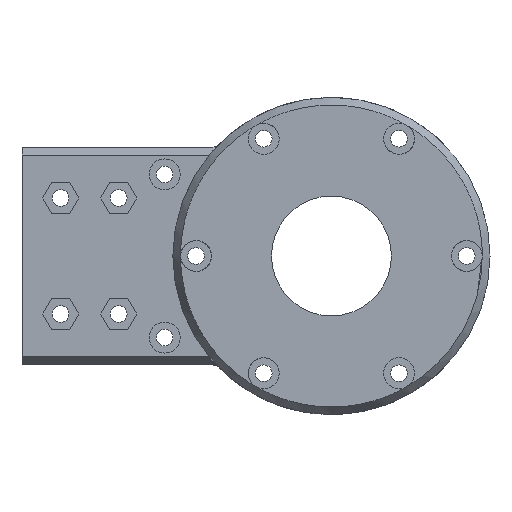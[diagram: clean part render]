
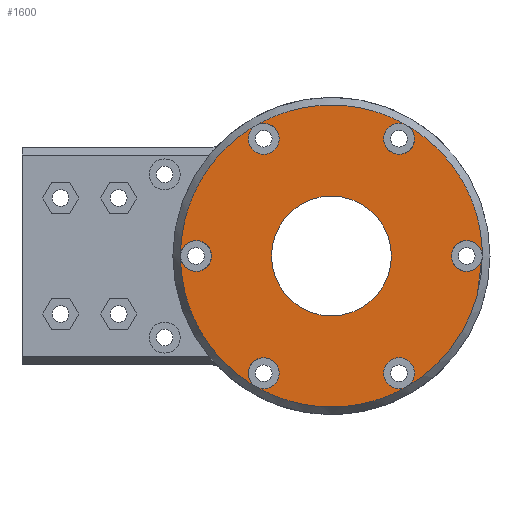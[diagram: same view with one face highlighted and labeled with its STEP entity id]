
A CAD part, front view. The second image highlights one B-rep face of the part: STEP entity #1600.
In plain terms, the highlighted planar face has unit normal (0, -1, 0).
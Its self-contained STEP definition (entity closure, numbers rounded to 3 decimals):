
#37=FACE_BOUND('',#258,.T.);
#72=PLANE('',#1776);
#152=FACE_OUTER_BOUND('',#257,.T.);
#257=EDGE_LOOP('',(#1316,#1317,#1318,#1319,#1320,#1321,#1322,#1323,#1324,
#1325,#1326,#1327,#1328,#1329,#1330,#1331));
#258=EDGE_LOOP('',(#1332,#1333));
#627=CIRCLE('',#1729,15.5);
#628=CIRCLE('',#1730,15.5);
#648=CIRCLE('',#1763,4.);
#649=CIRCLE('',#1764,4.);
#652=CIRCLE('',#1769,4.);
#653=CIRCLE('',#1770,4.);
#654=CIRCLE('',#1772,4.);
#657=CIRCLE('',#1777,39.);
#658=CIRCLE('',#1778,4.);
#659=CIRCLE('',#1779,39.);
#660=CIRCLE('',#1780,39.);
#661=CIRCLE('',#1781,4.);
#662=CIRCLE('',#1782,4.);
#663=CIRCLE('',#1783,39.);
#664=CIRCLE('',#1784,39.);
#665=CIRCLE('',#1785,4.);
#666=CIRCLE('',#1786,4.);
#667=CIRCLE('',#1787,39.);
#765=VERTEX_POINT('',#2561);
#766=VERTEX_POINT('',#2562);
#786=VERTEX_POINT('',#2627);
#787=VERTEX_POINT('',#2628);
#790=VERTEX_POINT('',#2638);
#791=VERTEX_POINT('',#2639);
#792=VERTEX_POINT('',#2644);
#795=VERTEX_POINT('',#2653);
#796=VERTEX_POINT('',#2657);
#797=VERTEX_POINT('',#2659);
#798=VERTEX_POINT('',#2663);
#799=VERTEX_POINT('',#2665);
#944=EDGE_CURVE('',#765,#766,#627,.T.);
#945=EDGE_CURVE('',#766,#765,#628,.T.);
#976=EDGE_CURVE('',#786,#787,#648,.T.);
#977=EDGE_CURVE('',#787,#786,#649,.T.);
#981=EDGE_CURVE('',#790,#791,#652,.T.);
#982=EDGE_CURVE('',#791,#790,#653,.T.);
#984=EDGE_CURVE('',#792,#792,#654,.T.);
#988=EDGE_CURVE('',#795,#786,#657,.T.);
#989=EDGE_CURVE('',#795,#795,#658,.T.);
#990=EDGE_CURVE('',#790,#795,#659,.T.);
#991=EDGE_CURVE('',#796,#790,#660,.T.);
#992=EDGE_CURVE('',#796,#797,#661,.T.);
#993=EDGE_CURVE('',#797,#796,#662,.T.);
#994=EDGE_CURVE('',#792,#796,#663,.T.);
#995=EDGE_CURVE('',#798,#792,#664,.T.);
#996=EDGE_CURVE('',#798,#799,#665,.T.);
#997=EDGE_CURVE('',#799,#798,#666,.T.);
#998=EDGE_CURVE('',#786,#798,#667,.T.);
#1316=ORIENTED_EDGE('',*,*,#988,.F.);
#1317=ORIENTED_EDGE('',*,*,#989,.T.);
#1318=ORIENTED_EDGE('',*,*,#990,.F.);
#1319=ORIENTED_EDGE('',*,*,#981,.T.);
#1320=ORIENTED_EDGE('',*,*,#982,.T.);
#1321=ORIENTED_EDGE('',*,*,#991,.F.);
#1322=ORIENTED_EDGE('',*,*,#992,.T.);
#1323=ORIENTED_EDGE('',*,*,#993,.T.);
#1324=ORIENTED_EDGE('',*,*,#994,.F.);
#1325=ORIENTED_EDGE('',*,*,#984,.T.);
#1326=ORIENTED_EDGE('',*,*,#995,.F.);
#1327=ORIENTED_EDGE('',*,*,#996,.T.);
#1328=ORIENTED_EDGE('',*,*,#997,.T.);
#1329=ORIENTED_EDGE('',*,*,#998,.F.);
#1330=ORIENTED_EDGE('',*,*,#976,.T.);
#1331=ORIENTED_EDGE('',*,*,#977,.T.);
#1332=ORIENTED_EDGE('',*,*,#944,.T.);
#1333=ORIENTED_EDGE('',*,*,#945,.T.);
#1600=ADVANCED_FACE('',(#152,#37),#72,.F.);
#1729=AXIS2_PLACEMENT_3D('',#2563,#2050,#2051);
#1730=AXIS2_PLACEMENT_3D('',#2564,#2052,#2053);
#1763=AXIS2_PLACEMENT_3D('',#2629,#2129,#2130);
#1764=AXIS2_PLACEMENT_3D('',#2630,#2131,#2132);
#1769=AXIS2_PLACEMENT_3D('',#2640,#2142,#2143);
#1770=AXIS2_PLACEMENT_3D('',#2641,#2144,#2145);
#1772=AXIS2_PLACEMENT_3D('',#2645,#2149,#2150);
#1776=AXIS2_PLACEMENT_3D('',#2652,#2158,#2159);
#1777=AXIS2_PLACEMENT_3D('',#2654,#2160,#2161);
#1778=AXIS2_PLACEMENT_3D('',#2655,#2162,#2163);
#1779=AXIS2_PLACEMENT_3D('',#2656,#2164,#2165);
#1780=AXIS2_PLACEMENT_3D('',#2658,#2166,#2167);
#1781=AXIS2_PLACEMENT_3D('',#2660,#2168,#2169);
#1782=AXIS2_PLACEMENT_3D('',#2661,#2170,#2171);
#1783=AXIS2_PLACEMENT_3D('',#2662,#2172,#2173);
#1784=AXIS2_PLACEMENT_3D('',#2664,#2174,#2175);
#1785=AXIS2_PLACEMENT_3D('',#2666,#2176,#2177);
#1786=AXIS2_PLACEMENT_3D('',#2667,#2178,#2179);
#1787=AXIS2_PLACEMENT_3D('',#2668,#2180,#2181);
#2050=DIRECTION('center_axis',(0.,1.,0.));
#2051=DIRECTION('ref_axis',(1.,0.,0.));
#2052=DIRECTION('center_axis',(0.,1.,0.));
#2053=DIRECTION('ref_axis',(1.,0.,0.));
#2129=DIRECTION('center_axis',(0.,1.,0.));
#2130=DIRECTION('ref_axis',(-1.,0.,0.));
#2131=DIRECTION('center_axis',(0.,1.,0.));
#2132=DIRECTION('ref_axis',(-1.,0.,0.));
#2142=DIRECTION('center_axis',(0.,1.,0.));
#2143=DIRECTION('ref_axis',(-1.,0.,0.));
#2144=DIRECTION('center_axis',(0.,1.,0.));
#2145=DIRECTION('ref_axis',(-1.,0.,0.));
#2149=DIRECTION('center_axis',(0.,1.,0.));
#2150=DIRECTION('ref_axis',(-1.,0.,0.));
#2158=DIRECTION('center_axis',(0.,1.,0.));
#2159=DIRECTION('ref_axis',(0.,0.,1.));
#2160=DIRECTION('center_axis',(0.,1.,0.));
#2161=DIRECTION('ref_axis',(1.,0.,0.));
#2162=DIRECTION('center_axis',(0.,1.,0.));
#2163=DIRECTION('ref_axis',(1.,0.,0.));
#2164=DIRECTION('center_axis',(0.,1.,0.));
#2165=DIRECTION('ref_axis',(1.,0.,0.));
#2166=DIRECTION('center_axis',(0.,1.,0.));
#2167=DIRECTION('ref_axis',(1.,0.,0.));
#2168=DIRECTION('center_axis',(0.,1.,0.));
#2169=DIRECTION('ref_axis',(1.,0.,0.));
#2170=DIRECTION('center_axis',(0.,1.,0.));
#2171=DIRECTION('ref_axis',(1.,0.,0.));
#2172=DIRECTION('center_axis',(0.,1.,0.));
#2173=DIRECTION('ref_axis',(1.,0.,0.));
#2174=DIRECTION('center_axis',(0.,1.,0.));
#2175=DIRECTION('ref_axis',(1.,0.,0.));
#2176=DIRECTION('center_axis',(0.,1.,0.));
#2177=DIRECTION('ref_axis',(1.,0.,0.));
#2178=DIRECTION('center_axis',(0.,1.,0.));
#2179=DIRECTION('ref_axis',(1.,0.,0.));
#2180=DIRECTION('center_axis',(0.,1.,0.));
#2181=DIRECTION('ref_axis',(1.,0.,0.));
#2561=CARTESIAN_POINT('',(15.5,0.,0.));
#2562=CARTESIAN_POINT('',(-15.5,0.,0.));
#2563=CARTESIAN_POINT('Origin',(0.,0.,0.));
#2564=CARTESIAN_POINT('Origin',(0.,0.,0.));
#2627=CARTESIAN_POINT('',(-19.5,0.,33.775));
#2628=CARTESIAN_POINT('',(-13.5,0.,30.311));
#2629=CARTESIAN_POINT('Origin',(-17.5,0.,30.311));
#2630=CARTESIAN_POINT('Origin',(-17.5,0.,30.311));
#2638=CARTESIAN_POINT('',(-19.5,0.,-33.775));
#2639=CARTESIAN_POINT('',(-13.5,0.,-30.311));
#2640=CARTESIAN_POINT('Origin',(-17.5,0.,-30.311));
#2641=CARTESIAN_POINT('Origin',(-17.5,0.,-30.311));
#2644=CARTESIAN_POINT('',(39.,0.,0.));
#2645=CARTESIAN_POINT('Origin',(35.,0.,0.));
#2652=CARTESIAN_POINT('Origin',(0.,0.,0.));
#2653=CARTESIAN_POINT('',(-39.,0.,0.));
#2654=CARTESIAN_POINT('Origin',(0.,0.,0.));
#2655=CARTESIAN_POINT('Origin',(-35.,0.,0.));
#2656=CARTESIAN_POINT('Origin',(0.,0.,0.));
#2657=CARTESIAN_POINT('',(19.5,0.,-33.775));
#2658=CARTESIAN_POINT('Origin',(0.,0.,0.));
#2659=CARTESIAN_POINT('',(13.5,0.,-30.311));
#2660=CARTESIAN_POINT('Origin',(17.5,0.,-30.311));
#2661=CARTESIAN_POINT('Origin',(17.5,0.,-30.311));
#2662=CARTESIAN_POINT('Origin',(0.,0.,0.));
#2663=CARTESIAN_POINT('',(19.5,0.,33.775));
#2664=CARTESIAN_POINT('Origin',(0.,0.,0.));
#2665=CARTESIAN_POINT('',(13.5,0.,30.311));
#2666=CARTESIAN_POINT('Origin',(17.5,0.,30.311));
#2667=CARTESIAN_POINT('Origin',(17.5,0.,30.311));
#2668=CARTESIAN_POINT('Origin',(0.,0.,0.));
